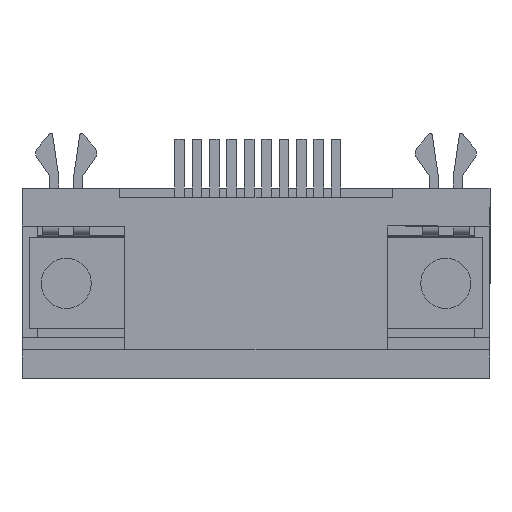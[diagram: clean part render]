
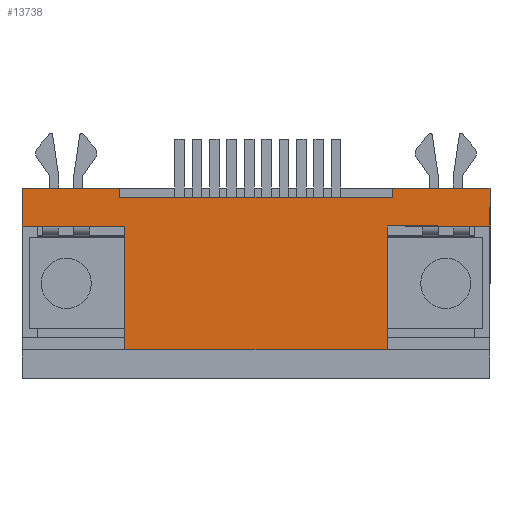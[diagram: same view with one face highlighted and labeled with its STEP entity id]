
A CAD part, front view. The second image highlights one B-rep face of the part: STEP entity #13738.
In plain terms, the highlighted planar face has unit normal (0, -1, 0).
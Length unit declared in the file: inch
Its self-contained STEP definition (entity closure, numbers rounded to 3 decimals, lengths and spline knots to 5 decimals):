
#4044 = CARTESIAN_POINT ( 'NONE',  ( 0.35256, -0.6189, 0.22343 ) ) ;
#4124 = CARTESIAN_POINT ( 'NONE',  ( 0.34, -0.6189, 0.14862 ) ) ;
#4126 = DIRECTION ( 'NONE',  ( 1., 0., 0. ) ) ;
#4127 = VECTOR ( 'NONE', #4126, 39.37008 ) ;
#4128 = CARTESIAN_POINT ( 'NONE',  ( -0.6065, -0.6189, 0.14862 ) ) ;
#4129 = LINE ( 'NONE', #4128, #4127 ) ;
#4361 = CARTESIAN_POINT ( 'NONE',  ( 0.6065, -0.6189, 0.14862 ) ) ;
#4426 = CARTESIAN_POINT ( 'NONE',  ( -0.35256, -0.6189, 0.22343 ) ) ;
#4743 = LINE ( 'NONE', #4779, #4778 ) ;
#4777 = DIRECTION ( 'NONE',  ( -1., 0., 0. ) ) ;
#4778 = VECTOR ( 'NONE', #4777, 39.37008 ) ;
#4779 = CARTESIAN_POINT ( 'NONE',  ( -0.6065, -0.6189, 0.22343 ) ) ;
#5291 = DIRECTION ( 'NONE',  ( 1., 0., 0. ) ) ;
#5293 = VECTOR ( 'NONE', #5291, 39.37008 ) ;
#5321 = CARTESIAN_POINT ( 'NONE',  ( -0.6065, -0.6189, 0.14862 ) ) ;
#5353 = CARTESIAN_POINT ( 'NONE',  ( -0.34, -0.6189, 0.14862 ) ) ;
#5421 = CARTESIAN_POINT ( 'NONE',  ( -0.6065, -0.6189, 0.14862 ) ) ;
#5422 = LINE ( 'NONE', #5421, #5293 ) ;
#9097 = CARTESIAN_POINT ( 'NONE',  ( 0.35256, -0.6189, 0.24705 ) ) ;
#9394 = CARTESIAN_POINT ( 'NONE',  ( -0.35256, -0.6189, 0.24705 ) ) ;
#9467 = VECTOR ( 'NONE', #9519, 39.37008 ) ;
#9483 = DIRECTION ( 'NONE',  ( 0., 0., 1. ) ) ;
#9484 = VECTOR ( 'NONE', #9483, 39.37008 ) ;
#9485 = CARTESIAN_POINT ( 'NONE',  ( -0.35256, -0.6189, 0.24705 ) ) ;
#9490 = LINE ( 'NONE', #9485, #9484 ) ;
#9507 = CARTESIAN_POINT ( 'NONE',  ( 0.35256, -0.6189, 0.24705 ) ) ;
#9515 = LINE ( 'NONE', #9507, #9467 ) ;
#9519 = DIRECTION ( 'NONE',  ( 0., 0., -1. ) ) ;
#9658 = CARTESIAN_POINT ( 'NONE',  ( -0.6065, -0.6189, 0.24705 ) ) ;
#9660 = LINE ( 'NONE', #9658, #9706 ) ;
#9705 = DIRECTION ( 'NONE',  ( 0., 0., -1. ) ) ;
#9706 = VECTOR ( 'NONE', #9705, 39.37008 ) ;
#9786 = DIRECTION ( 'NONE',  ( 0., 0., 1. ) ) ;
#9787 = VECTOR ( 'NONE', #9786, 39.37008 ) ;
#9788 = CARTESIAN_POINT ( 'NONE',  ( 0.6065, -0.6189, 0.24705 ) ) ;
#9789 = LINE ( 'NONE', #9788, #9787 ) ;
#9802 = CARTESIAN_POINT ( 'NONE',  ( 0.6065, -0.6189, 0.24705 ) ) ;
#9864 = DIRECTION ( 'NONE',  ( -1., 0., 0. ) ) ;
#9865 = VECTOR ( 'NONE', #9864, 39.37008 ) ;
#9866 = CARTESIAN_POINT ( 'NONE',  ( -0.6065, -0.6189, 0.24705 ) ) ;
#9867 = LINE ( 'NONE', #9866, #9865 ) ;
#9958 = CARTESIAN_POINT ( 'NONE',  ( -0.6065, -0.6189, 0.24705 ) ) ;
#9959 = LINE ( 'NONE', #9958, #10010 ) ;
#10009 = DIRECTION ( 'NONE',  ( -1., 0., 0. ) ) ;
#10010 = VECTOR ( 'NONE', #10009, 39.37008 ) ;
#10012 = CARTESIAN_POINT ( 'NONE',  ( -0.6065, -0.6189, 0.24705 ) ) ;
#10146 = VERTEX_POINT ( 'NONE', #4044 ) ;
#10226 = EDGE_CURVE ( 'NONE', #10239, #10374, #4129, .T. ) ;
#10239 = VERTEX_POINT ( 'NONE', #4124 ) ;
#10374 = VERTEX_POINT ( 'NONE', #4361 ) ;
#10527 = VERTEX_POINT ( 'NONE', #4426 ) ;
#10706 = EDGE_CURVE ( 'NONE', #10146, #10527, #4743, .T. ) ;
#11159 = VERTEX_POINT ( 'NONE', #5353 ) ;
#11174 = VERTEX_POINT ( 'NONE', #5321 ) ;
#11195 = EDGE_CURVE ( 'NONE', #11174, #11159, #5422, .T. ) ;
#12063 = DIRECTION ( 'NONE',  ( -1., 0., 0. ) ) ;
#12064 = VECTOR ( 'NONE', #12063, 39.37008 ) ;
#12065 = CARTESIAN_POINT ( 'NONE',  ( -0.6065, -0.6189, -0.17224 ) ) ;
#12069 = CARTESIAN_POINT ( 'NONE',  ( -0.6065, -0.6189, 0.24705 ) ) ;
#12071 = LINE ( 'NONE', #12086, #12076 ) ;
#12075 = DIRECTION ( 'NONE',  ( 0., 0., 1. ) ) ;
#12076 = VECTOR ( 'NONE', #12075, 39.37008 ) ;
#12079 = DIRECTION ( 'NONE',  ( 0., 0., -1. ) ) ;
#12080 = DIRECTION ( 'NONE',  ( 0., -1., 0. ) ) ;
#12082 = CARTESIAN_POINT ( 'NONE',  ( -0.34, -0.6189, 0.14862 ) ) ;
#12083 = LINE ( 'NONE', #12082, #12091 ) ;
#12086 = CARTESIAN_POINT ( 'NONE',  ( 0.34, -0.6189, 0.14862 ) ) ;
#12087 = CARTESIAN_POINT ( 'NONE',  ( 0.34, -0.6189, -0.17224 ) ) ;
#12088 = DIRECTION ( 'NONE',  ( 0., 0., -1. ) ) ;
#12089 = AXIS2_PLACEMENT_3D ( 'NONE', #12069, #12080, #12079 ) ;
#12090 = CARTESIAN_POINT ( 'NONE',  ( -0.34, -0.6189, -0.17224 ) ) ;
#12091 = VECTOR ( 'NONE', #12088, 39.37008 ) ;
#12093 = FACE_OUTER_BOUND ( 'NONE', #13728, .T. ) ;
#12101 = LINE ( 'NONE', #12065, #12064 ) ;
#12103 = PLANE ( 'NONE',  #12089 ) ;
#12981 = VERTEX_POINT ( 'NONE', #9097 ) ;
#13065 = EDGE_CURVE ( 'NONE', #12981, #10146, #9515, .T. ) ;
#13111 = EDGE_CURVE ( 'NONE', #10527, #13119, #9490, .T. ) ;
#13119 = VERTEX_POINT ( 'NONE', #9394 ) ;
#13159 = EDGE_CURVE ( 'NONE', #13312, #11174, #9660, .T. ) ;
#13213 = EDGE_CURVE ( 'NONE', #13326, #12981, #9867, .T. ) ;
#13308 = EDGE_CURVE ( 'NONE', #13119, #13312, #9959, .T. ) ;
#13312 = VERTEX_POINT ( 'NONE', #10012 ) ;
#13326 = VERTEX_POINT ( 'NONE', #9802 ) ;
#13328 = EDGE_CURVE ( 'NONE', #10374, #13326, #9789, .T. ) ;
#13715 = ORIENTED_EDGE ( 'NONE', *, *, #13065, .T. ) ;
#13717 = ORIENTED_EDGE ( 'NONE', *, *, #13742, .F. ) ;
#13718 = ORIENTED_EDGE ( 'NONE', *, *, #10226, .T. ) ;
#13721 = EDGE_CURVE ( 'NONE', #11159, #13730, #12083, .T. ) ;
#13722 = EDGE_CURVE ( 'NONE', #13735, #10239, #12071, .T. ) ;
#13727 = ORIENTED_EDGE ( 'NONE', *, *, #10706, .T. ) ;
#13728 = EDGE_LOOP ( 'NONE', ( #13736, #13734, #13717, #13741, #13718, #13732, #13745, #13715, #13727, #13739, #13737, #13731 ) ) ;
#13730 = VERTEX_POINT ( 'NONE', #12090 ) ;
#13731 = ORIENTED_EDGE ( 'NONE', *, *, #13159, .T. ) ;
#13732 = ORIENTED_EDGE ( 'NONE', *, *, #13328, .T. ) ;
#13734 = ORIENTED_EDGE ( 'NONE', *, *, #13721, .T. ) ;
#13735 = VERTEX_POINT ( 'NONE', #12087 ) ;
#13736 = ORIENTED_EDGE ( 'NONE', *, *, #11195, .T. ) ;
#13737 = ORIENTED_EDGE ( 'NONE', *, *, #13308, .T. ) ;
#13738 = ADVANCED_FACE ( 'NONE', ( #12093 ), #12103, .T. ) ;
#13739 = ORIENTED_EDGE ( 'NONE', *, *, #13111, .T. ) ;
#13741 = ORIENTED_EDGE ( 'NONE', *, *, #13722, .T. ) ;
#13742 = EDGE_CURVE ( 'NONE', #13735, #13730, #12101, .T. ) ;
#13745 = ORIENTED_EDGE ( 'NONE', *, *, #13213, .T. ) ;
